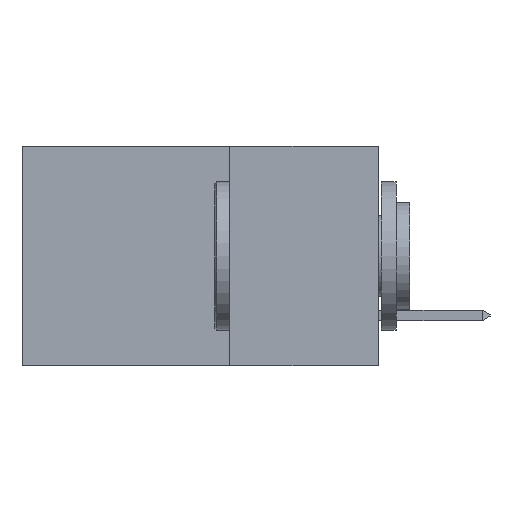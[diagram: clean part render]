
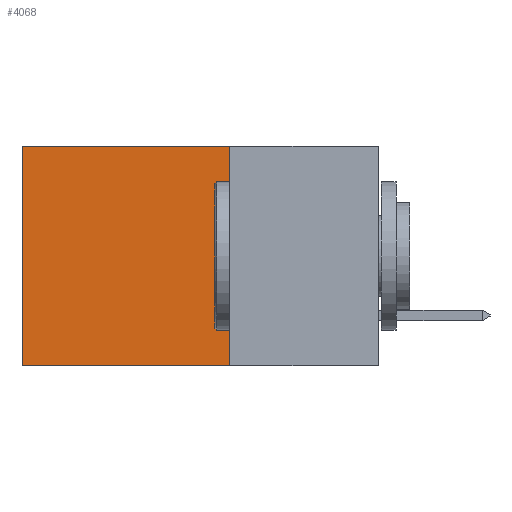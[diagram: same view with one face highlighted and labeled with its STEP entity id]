
A CAD part, left-side view. The second image highlights one B-rep face of the part: STEP entity #4068.
In plain terms, the highlighted planar face has unit normal (-1, 0, 0).
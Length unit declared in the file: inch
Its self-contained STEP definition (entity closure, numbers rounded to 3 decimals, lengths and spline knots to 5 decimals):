
#1046 = DIRECTION ( 'NONE',  ( 1., 0., 0. ) ) ;
#1132 = DIRECTION ( 'NONE',  ( 0., 0., -1. ) ) ;
#2080 = DIRECTION ( 'NONE',  ( 0., 0., -1. ) ) ;
#3741 = ORIENTED_EDGE ( 'NONE', *, *, #18742, .F. ) ;
#3763 = PLANE ( 'NONE',  #9795 ) ;
#3813 = CARTESIAN_POINT ( 'NONE',  ( 0.2615, 0.25, -0.37 ) ) ;
#4068 = ADVANCED_FACE ( 'NONE', ( #6937 ), #3763, .F. ) ;
#4519 = CARTESIAN_POINT ( 'NONE',  ( 0.2615, 0.25, -0.37 ) ) ;
#4743 = VECTOR ( 'NONE', #10200, 39.37008 ) ;
#4795 = ORIENTED_EDGE ( 'NONE', *, *, #5614, .T. ) ;
#5294 = ORIENTED_EDGE ( 'NONE', *, *, #16265, .F. ) ;
#5597 = CARTESIAN_POINT ( 'NONE',  ( 0.2615, 0.25, -0.37 ) ) ;
#5614 = EDGE_CURVE ( 'NONE', #8382, #17416, #10711, .T. ) ;
#6235 = LINE ( 'NONE', #19645, #16886 ) ;
#6937 = FACE_OUTER_BOUND ( 'NONE', #12264, .T. ) ;
#7161 = DIRECTION ( 'NONE',  ( 0., 0., -1. ) ) ;
#8382 = VERTEX_POINT ( 'NONE', #10225 ) ;
#8667 = CARTESIAN_POINT ( 'NONE',  ( 0.2615, 0.25, -0.37 ) ) ;
#9530 = VERTEX_POINT ( 'NONE', #19234 ) ;
#9795 = AXIS2_PLACEMENT_3D ( 'NONE', #3813, #1046, #1132 ) ;
#9889 = ORIENTED_EDGE ( 'NONE', *, *, #18289, .T. ) ;
#9932 = CARTESIAN_POINT ( 'NONE',  ( 0.2615, 0.6, -0.37 ) ) ;
#10200 = DIRECTION ( 'NONE',  ( 0., 1., 0. ) ) ;
#10225 = CARTESIAN_POINT ( 'NONE',  ( 0.2615, 0.6, 0. ) ) ;
#10711 = LINE ( 'NONE', #9932, #13245 ) ;
#11109 = VECTOR ( 'NONE', #7161, 39.37008 ) ;
#12206 = DIRECTION ( 'NONE',  ( 0., 1., 0. ) ) ;
#12264 = EDGE_LOOP ( 'NONE', ( #4795, #3741, #5294, #9889 ) ) ;
#13245 = VECTOR ( 'NONE', #2080, 39.37008 ) ;
#13316 = VERTEX_POINT ( 'NONE', #4519 ) ;
#16209 = CARTESIAN_POINT ( 'NONE',  ( 0.2615, 0.6, -0.37 ) ) ;
#16265 = EDGE_CURVE ( 'NONE', #9530, #13316, #19049, .T. ) ;
#16864 = LINE ( 'NONE', #8667, #4743 ) ;
#16886 = VECTOR ( 'NONE', #12206, 39.37008 ) ;
#17416 = VERTEX_POINT ( 'NONE', #16209 ) ;
#18289 = EDGE_CURVE ( 'NONE', #9530, #8382, #6235, .T. ) ;
#18742 = EDGE_CURVE ( 'NONE', #13316, #17416, #16864, .T. ) ;
#19049 = LINE ( 'NONE', #5597, #11109 ) ;
#19234 = CARTESIAN_POINT ( 'NONE',  ( 0.2615, 0.25, 0. ) ) ;
#19645 = CARTESIAN_POINT ( 'NONE',  ( 0.2615, 0.25, 0. ) ) ;
